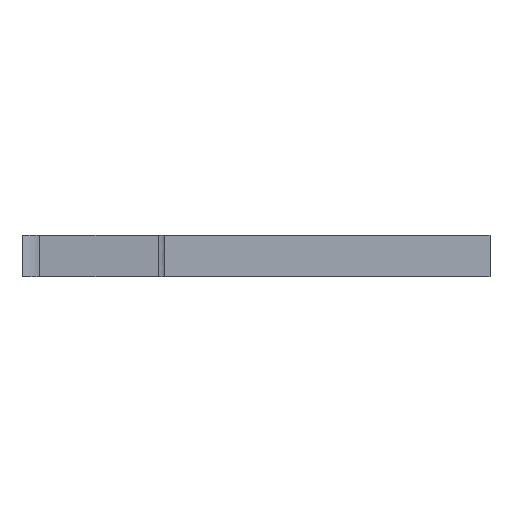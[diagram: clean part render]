
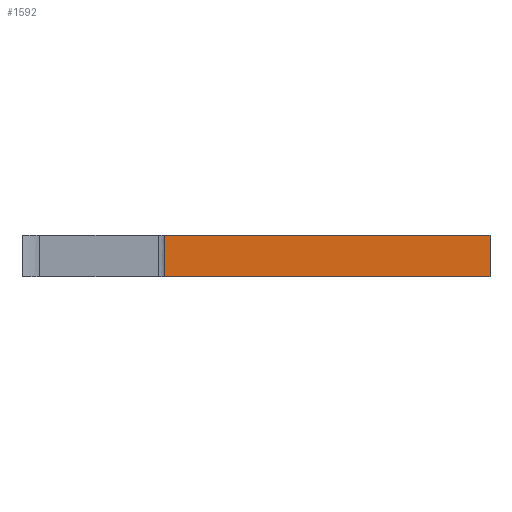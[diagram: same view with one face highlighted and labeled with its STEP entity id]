
A CAD part, left-side view. The second image highlights one B-rep face of the part: STEP entity #1592.
In plain terms, the highlighted planar face has unit normal (-1, 0, 0).
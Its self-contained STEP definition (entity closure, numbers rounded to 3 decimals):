
#85=CARTESIAN_POINT('',(43.66,0.,7.));
#86=VERTEX_POINT('',#85);
#93=CARTESIAN_POINT('',(43.66,-55.,7.));
#94=VERTEX_POINT('',#93);
#95=CARTESIAN_POINT('',(43.66,-55.,7.));
#96=DIRECTION('',(0.,1.,0.));
#97=VECTOR('',#96,55.);
#98=LINE('',#95,#97);
#99=EDGE_CURVE('',#94,#86,#98,.T.);
#1105=CARTESIAN_POINT('',(43.66,-55.,0.));
#1106=VERTEX_POINT('',#1105);
#1113=CARTESIAN_POINT('',(43.66,0.,0.));
#1114=VERTEX_POINT('',#1113);
#1115=CARTESIAN_POINT('',(43.66,-55.,0.));
#1116=DIRECTION('',(0.,1.,0.));
#1117=VECTOR('',#1116,55.);
#1118=LINE('',#1115,#1117);
#1119=EDGE_CURVE('',#1106,#1114,#1118,.T.);
#1212=CARTESIAN_POINT('',(43.66,0.,7.));
#1213=DIRECTION('',(0.,0.,-1.));
#1214=VECTOR('',#1213,7.);
#1215=LINE('',#1212,#1214);
#1216=EDGE_CURVE('',#86,#1114,#1215,.T.);
#1576=CARTESIAN_POINT('',(43.66,-40.,3.5));
#1577=DIRECTION('',(1.,0.,0.));
#1578=DIRECTION('',(0.,0.,-1.));
#1579=AXIS2_PLACEMENT_3D('',#1576,#1577,#1578);
#1580=PLANE('',#1579);
#1581=ORIENTED_EDGE('',*,*,#1216,.T.);
#1582=ORIENTED_EDGE('',*,*,#1119,.F.);
#1583=CARTESIAN_POINT('',(43.66,-55.,7.));
#1584=DIRECTION('',(0.,0.,-1.));
#1585=VECTOR('',#1584,7.);
#1586=LINE('',#1583,#1585);
#1587=EDGE_CURVE('',#94,#1106,#1586,.T.);
#1588=ORIENTED_EDGE('',*,*,#1587,.F.);
#1589=ORIENTED_EDGE('',*,*,#99,.T.);
#1590=EDGE_LOOP('',(#1581,#1582,#1588,#1589));
#1591=FACE_BOUND('',#1590,.T.);
#1592=ADVANCED_FACE('',(#1591),#1580,.F.);
